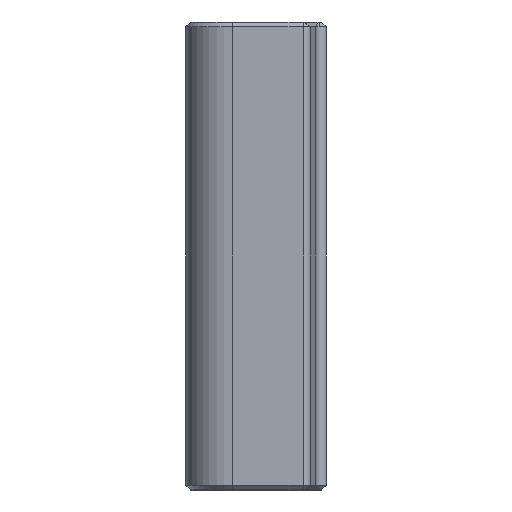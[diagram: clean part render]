
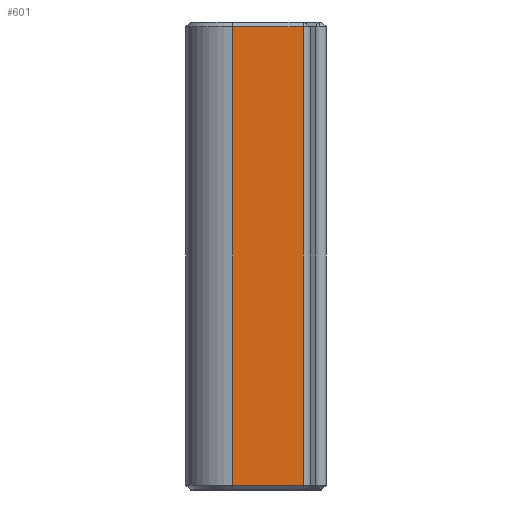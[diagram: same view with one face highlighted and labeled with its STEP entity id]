
A CAD part, left-side view. The second image highlights one B-rep face of the part: STEP entity #601.
In plain terms, the highlighted planar face has unit normal (-1, 0, 0).
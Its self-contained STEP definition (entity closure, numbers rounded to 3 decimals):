
#24 = CARTESIAN_POINT ( 'NONE',  ( -37.5, 3., 10. ) ) ;
#145 = VERTEX_POINT ( 'NONE', #436 ) ;
#347 = VECTOR ( 'NONE', #475, 1000. ) ;
#374 = LINE ( 'NONE', #2019, #2115 ) ;
#394 = DIRECTION ( 'NONE',  ( 1., 0., 0. ) ) ;
#412 = LINE ( 'NONE', #3066, #347 ) ;
#430 = PLANE ( 'NONE',  #1081 ) ;
#436 = CARTESIAN_POINT ( 'NONE',  ( -37.5, -2.013, 9.8 ) ) ;
#475 = DIRECTION ( 'NONE',  ( 0., 0., 1. ) ) ;
#570 = EDGE_CURVE ( 'NONE', #145, #1904, #374, .T. ) ;
#601 = ADVANCED_FACE ( 'NONE', ( #4031 ), #430, .F. ) ;
#674 = EDGE_CURVE ( 'NONE', #3328, #145, #412, .T. ) ;
#708 = EDGE_LOOP ( 'NONE', ( #1069, #3451, #2058, #2293 ) ) ;
#1036 = CARTESIAN_POINT ( 'NONE',  ( -37.5, 1., 9.8 ) ) ;
#1069 = ORIENTED_EDGE ( 'NONE', *, *, #2314, .T. ) ;
#1081 = AXIS2_PLACEMENT_3D ( 'NONE', #24, #394, #3358 ) ;
#1314 = CARTESIAN_POINT ( 'NONE',  ( -37.5, 3., -9.8 ) ) ;
#1419 = DIRECTION ( 'NONE',  ( 0., 0., -1. ) ) ;
#1604 = LINE ( 'NONE', #1314, #2080 ) ;
#1904 = VERTEX_POINT ( 'NONE', #1036 ) ;
#2019 = CARTESIAN_POINT ( 'NONE',  ( -37.5, 3., 9.8 ) ) ;
#2058 = ORIENTED_EDGE ( 'NONE', *, *, #674, .T. ) ;
#2080 = VECTOR ( 'NONE', #2914, 1000. ) ;
#2115 = VECTOR ( 'NONE', #3331, 1000. ) ;
#2202 = CARTESIAN_POINT ( 'NONE',  ( -37.5, -2.013, -9.8 ) ) ;
#2293 = ORIENTED_EDGE ( 'NONE', *, *, #570, .T. ) ;
#2314 = EDGE_CURVE ( 'NONE', #1904, #2772, #3971, .T. ) ;
#2411 = CARTESIAN_POINT ( 'NONE',  ( -37.5, 1., -9.8 ) ) ;
#2723 = CARTESIAN_POINT ( 'NONE',  ( -37.5, 1., -10. ) ) ;
#2772 = VERTEX_POINT ( 'NONE', #2411 ) ;
#2914 = DIRECTION ( 'NONE',  ( 0., -1., 0. ) ) ;
#3066 = CARTESIAN_POINT ( 'NONE',  ( -37.5, -2.013, 10. ) ) ;
#3328 = VERTEX_POINT ( 'NONE', #2202 ) ;
#3331 = DIRECTION ( 'NONE',  ( 0., 1., 0. ) ) ;
#3358 = DIRECTION ( 'NONE',  ( 0., 0., -1. ) ) ;
#3445 = EDGE_CURVE ( 'NONE', #2772, #3328, #1604, .T. ) ;
#3451 = ORIENTED_EDGE ( 'NONE', *, *, #3445, .T. ) ;
#3971 = LINE ( 'NONE', #2723, #3991 ) ;
#3991 = VECTOR ( 'NONE', #1419, 1000. ) ;
#4031 = FACE_OUTER_BOUND ( 'NONE', #708, .T. ) ;
